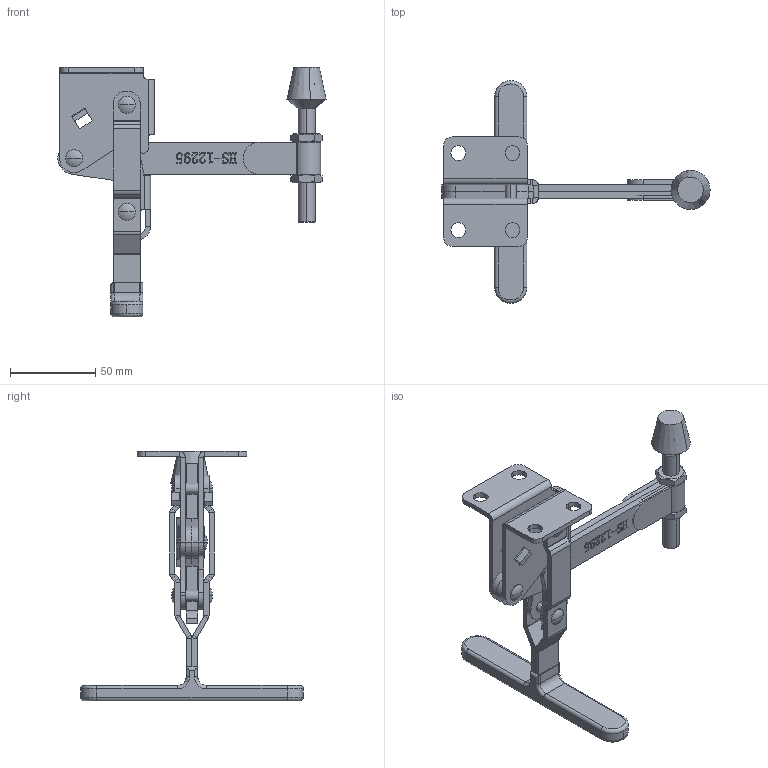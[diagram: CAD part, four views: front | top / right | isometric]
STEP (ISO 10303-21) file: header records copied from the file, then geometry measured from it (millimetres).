
FILE_DESCRIPTION (( 'STEP AP203' ), '1' );
FILE_NAME ('HS-12295.STEP', '2019-09-23T07:31:02', ( '微软用户' ), ( '微软中国' ), 'SwSTEP 2.0', 'SolidWorks 2012', '' );
FILE_SCHEMA (( 'CONFIG_CONTROL_DESIGN' ));
Length unit declared in the file: millimetre
Products named in the file (15): T忒梟; T忒參1; 楊擘菁釱; HS-12295; 酗种; 蟀裝; 妗陑揤參蚾饜极; hex thin nuts-grades ab-chamfered gb_GB_FASTENER_NUT_STNAB M10-N; 妗陑揤參; hexagon head bolts-full thread gb_GB_FASTENER_BOLT_STBAB A M10X80-C; 標; 揤輸; 傻种; T忒梟蚾饜极
Assembly tree (18 placements, depth 3):
  HS-12295
    楊擘菁釱
    T忒梟蚾饜极
      T忒參1
      T忒梟  x2
    傻种  x2
    妗陑揤參蚾饜极
      妗陑揤參
      揤輸
      標
      hexagon head bolts-full thread gb_GB_FASTENER_BOLT_STBAB A M10X80-C
      妗陑揤參
      hex thin nuts-grades ab-chamfered gb_GB_FASTENER_NUT_STNAB M10-N  x2
    蟀裝
    酗种  x2
Bounding box: 157.7 x 131 x 146.7 mm (x, y, z)
Volume: 107628.1 mm3; surface area: 67856.2 mm2
Topology: 16 solids, 16 shells, 821 faces, 2057 edges, 1300 vertices
Faces by surface type: plane 441, cylinder 181, bspline 145, cone 30, sphere 16, torus 8
Entity records: 30531 total; most frequent: CARTESIAN_POINT 12080, ORIENTED_EDGE 3684, DIRECTION 3066, EDGE_CURVE 1842, VERTEX_POINT 1174, VECTOR 1166, LINE 1166, AXIS2_PLACEMENT_3D 950
